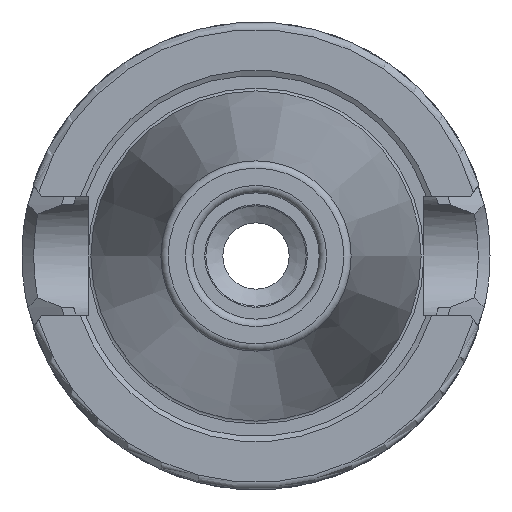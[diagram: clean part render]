
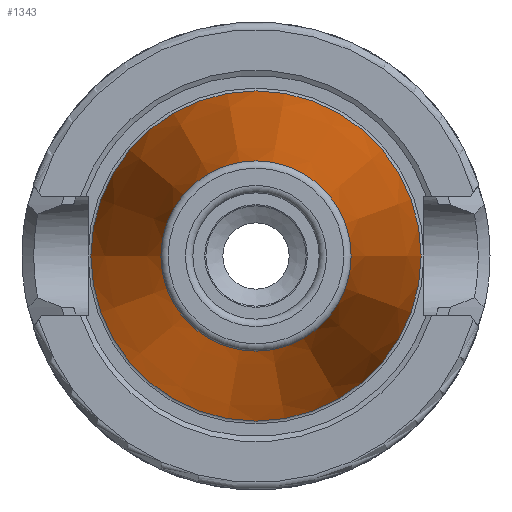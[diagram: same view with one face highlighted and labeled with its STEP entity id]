
A CAD part, left-side view. The second image highlights one B-rep face of the part: STEP entity #1343.
In plain terms, the highlighted conical face has half-angle 8.297 degrees and reference radius 17.519 mm.
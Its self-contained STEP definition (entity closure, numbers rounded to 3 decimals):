
#114=CONICAL_SURFACE('',#1538,17.519,0.145);
#195=FACE_OUTER_BOUND('',#284,.T.);
#284=EDGE_LOOP('',(#1222,#1223,#1224,#1225,#1226));
#355=LINE('',#2618,#425);
#425=VECTOR('',#1956,17.519);
#516=CIRCLE('',#1535,12.812);
#517=CIRCLE('',#1536,12.812);
#519=CIRCLE('',#1539,22.225);
#640=VERTEX_POINT('',#2610);
#641=VERTEX_POINT('',#2611);
#642=VERTEX_POINT('',#2616);
#834=EDGE_CURVE('',#640,#641,#516,.T.);
#835=EDGE_CURVE('',#641,#640,#517,.T.);
#837=EDGE_CURVE('',#642,#642,#519,.T.);
#838=EDGE_CURVE('',#642,#640,#355,.T.);
#1222=ORIENTED_EDGE('',*,*,#837,.F.);
#1223=ORIENTED_EDGE('',*,*,#838,.T.);
#1224=ORIENTED_EDGE('',*,*,#834,.T.);
#1225=ORIENTED_EDGE('',*,*,#835,.T.);
#1226=ORIENTED_EDGE('',*,*,#838,.F.);
#1343=ADVANCED_FACE('',(#195),#114,.T.);
#1535=AXIS2_PLACEMENT_3D('',#2612,#1946,#1947);
#1536=AXIS2_PLACEMENT_3D('',#2613,#1948,#1949);
#1538=AXIS2_PLACEMENT_3D('',#2615,#1952,#1953);
#1539=AXIS2_PLACEMENT_3D('',#2617,#1954,#1955);
#1946=DIRECTION('center_axis',(1.,0.,0.));
#1947=DIRECTION('ref_axis',(0.,0.,-1.));
#1948=DIRECTION('center_axis',(1.,0.,0.));
#1949=DIRECTION('ref_axis',(0.,0.,-1.));
#1952=DIRECTION('center_axis',(1.,0.,0.));
#1953=DIRECTION('ref_axis',(0.,1.,0.));
#1954=DIRECTION('center_axis',(1.,0.,0.));
#1955=DIRECTION('ref_axis',(0.,0.,-1.));
#1956=DIRECTION('',(-0.99,0.144,0.));
#2610=CARTESIAN_POINT('',(-64.544,-12.812,0.));
#2611=CARTESIAN_POINT('',(-64.544,0.,12.812));
#2612=CARTESIAN_POINT('Origin',(-64.544,0.,0.));
#2613=CARTESIAN_POINT('Origin',(-64.544,0.,0.));
#2615=CARTESIAN_POINT('Origin',(-32.272,0.,0.));
#2616=CARTESIAN_POINT('',(0.,-22.225,0.));
#2617=CARTESIAN_POINT('Origin',(0.,0.,0.));
#2618=CARTESIAN_POINT('',(-32.272,-17.519,0.));
